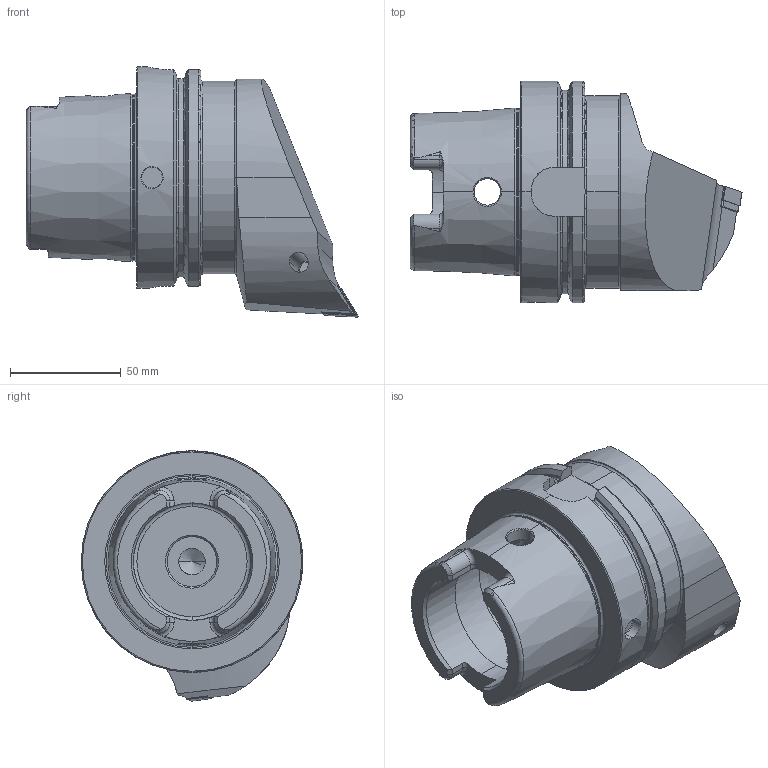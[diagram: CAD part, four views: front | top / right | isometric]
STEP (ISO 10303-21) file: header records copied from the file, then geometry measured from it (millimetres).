
FILE_DESCRIPTION (( 'STEP AP203' ), '1' );
FILE_NAME ('HA0.PDF.RJA.100.STEP', '2013-06-13T12:29:39', ( 'baer' ), ( 'Hewlett-Packard Company' ), 'SwSTEP 2.0', 'SolidWorks 2012', '' );
FILE_SCHEMA (( 'CONFIG_CONTROL_DESIGN' ));
Length unit declared in the file: millimetre
Products named in the file (8): HA0.PDF.RJA.100; WCD-ER1.101.000; WDF-ER3.101.000_A; WCD-ER4.101.017_A; WDF-ER2.101.003_A; DNMG150604; KVT_MB_600_060; HA0-PDF.RJA.100_A_Fertigbearbeitung
Assembly tree (7 placements, depth 2):
  HA0.PDF.RJA.100
    HA0-PDF.RJA.100_A_Fertigbearbeitung
    KVT_MB_600_060
    DNMG150604
    WDF-ER2.101.003_A
    WCD-ER4.101.017_A
    WDF-ER3.101.000_A
    WCD-ER1.101.000
Bounding box: 149.9 x 100 x 113.01 mm (x, y, z)
Volume: 512918.4 mm3; surface area: 70346.8 mm2
Topology: 8 solids, 8 shells, 374 faces, 945 edges, 578 vertices
Faces by surface type: plane 115, cylinder 104, cone 93, torus 44, bspline 16, sphere 2
Entity records: 13825 total; most frequent: CARTESIAN_POINT 4316, ORIENTED_EDGE 1860, DIRECTION 1787, EDGE_CURVE 930, AXIS2_PLACEMENT_3D 699, VERTEX_POINT 575, EDGE_LOOP 393, VECTOR 389
